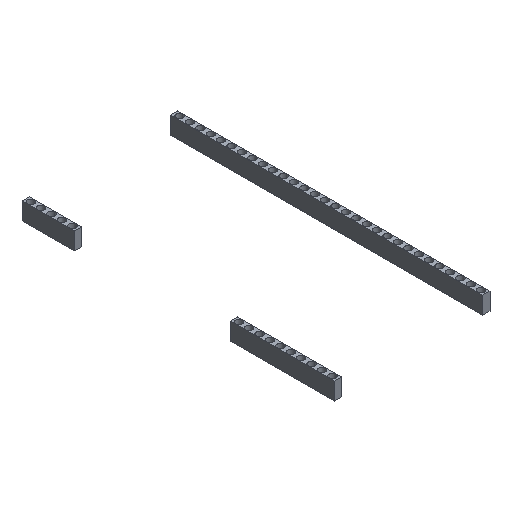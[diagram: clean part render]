
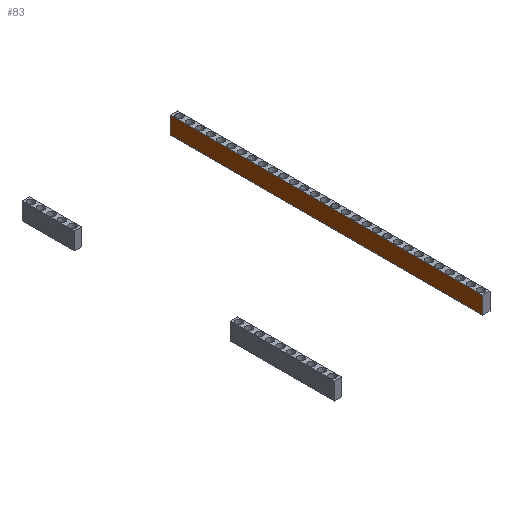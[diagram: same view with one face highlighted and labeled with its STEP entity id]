
A CAD part, isometric view. The second image highlights one B-rep face of the part: STEP entity #83.
In plain terms, the highlighted planar face has unit normal (-1, 0, 0).
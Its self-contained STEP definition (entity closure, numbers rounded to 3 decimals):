
#47 = EDGE_CURVE('',#48,#50,#52,.T.);
#48 = VERTEX_POINT('',#49);
#49 = CARTESIAN_POINT('',(0.,0.,0.));
#50 = VERTEX_POINT('',#51);
#51 = CARTESIAN_POINT('',(0.,0.,-15.88));
#52 = LINE('',#53,#54);
#53 = CARTESIAN_POINT('',(0.,0.,0.));
#54 = VECTOR('',#55,1.);
#55 = DIRECTION('',(-0.,-0.,-1.));
#83 = ADVANCED_FACE('',(#84),#109,.T.);
#84 = FACE_BOUND('',#85,.T.);
#85 = EDGE_LOOP('',(#86,#94,#102,#108));
#86 = ORIENTED_EDGE('',*,*,#87,.F.);
#87 = EDGE_CURVE('',#88,#48,#90,.T.);
#88 = VERTEX_POINT('',#89);
#89 = CARTESIAN_POINT('',(0.,285.75,0.));
#90 = LINE('',#91,#92);
#91 = CARTESIAN_POINT('',(0.,914.4,0.));
#92 = VECTOR('',#93,1.);
#93 = DIRECTION('',(0.,-1.,0.));
#94 = ORIENTED_EDGE('',*,*,#95,.F.);
#95 = EDGE_CURVE('',#96,#88,#98,.T.);
#96 = VERTEX_POINT('',#97);
#97 = CARTESIAN_POINT('',(0.,285.75,-15.88));
#98 = LINE('',#99,#100);
#99 = CARTESIAN_POINT('',(0.,285.75,0.));
#100 = VECTOR('',#101,1.);
#101 = DIRECTION('',(0.,0.,1.));
#102 = ORIENTED_EDGE('',*,*,#103,.T.);
#103 = EDGE_CURVE('',#96,#50,#104,.T.);
#104 = LINE('',#105,#106);
#105 = CARTESIAN_POINT('',(0.,914.4,-15.88));
#106 = VECTOR('',#107,1.);
#107 = DIRECTION('',(0.,-1.,0.));
#108 = ORIENTED_EDGE('',*,*,#47,.F.);
#109 = PLANE('',#110);
#110 = AXIS2_PLACEMENT_3D('',#111,#112,#113);
#111 = CARTESIAN_POINT('',(0.,914.4,0.));
#112 = DIRECTION('',(-1.,0.,0.));
#113 = DIRECTION('',(0.,-1.,0.));
